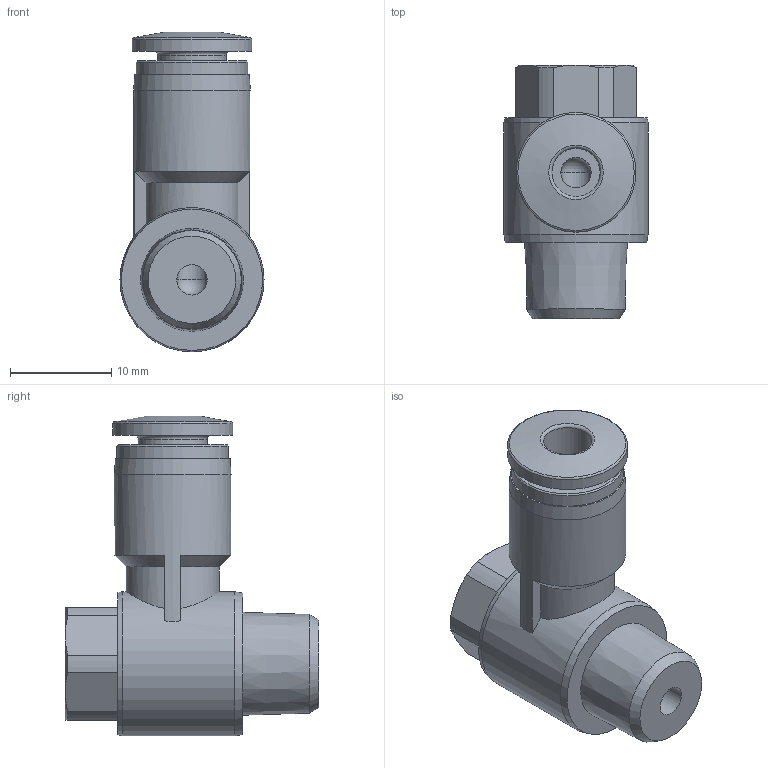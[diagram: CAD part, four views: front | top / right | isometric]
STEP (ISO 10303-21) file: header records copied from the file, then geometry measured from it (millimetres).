
FILE_DESCRIPTION(/* description */ ('STEP AP214'),/* implementation_level */ '2;1');
FILE_NAME(/* name */ '564732_QBLV-1_8-3_16-U',/* time_stamp */ '2024-09-14T03:17:42+02:00',/* author */ ('License CC BY-ND 4.0'),/* organization */ ('CADENAS'),/* preprocessor_version */ 'ST-DEVELOPER v19.3',/* originating_system */ 'PARTsolutions',/* authorisation */ ' ');
FILE_SCHEMA (('AUTOMOTIVE_DESIGN {1 0 10303 214 3 1 1}'));
Length unit declared in the file: millimetre
Products named in the file (1): 564732 QBLV-1/8-3/16-U
Bounding box: 14.2 x 25 x 31.5 mm (x, y, z)
Volume: 4249.5 mm3; surface area: 2491.7 mm2
Topology: 1 solids, 1 shells, 53 faces, 120 edges, 74 vertices
Faces by surface type: plane 18, cylinder 16, cone 15, torus 3, sphere 1
Full cylindrical faces by diameter (mm): 3 x2, 4.762 x1, 6.762 x1, 11 x1, 11.5 x1, 11.8 x1, 14.2 x1
Entity records: 1794 total; most frequent: CARTESIAN_POINT 297, DIRECTION 238, ORIENTED_EDGE 196, AXIS2_PLACEMENT_3D 106, EDGE_CURVE 98, EDGE_LOOP 79, FACE_BOUND 79, VERTEX_POINT 71
